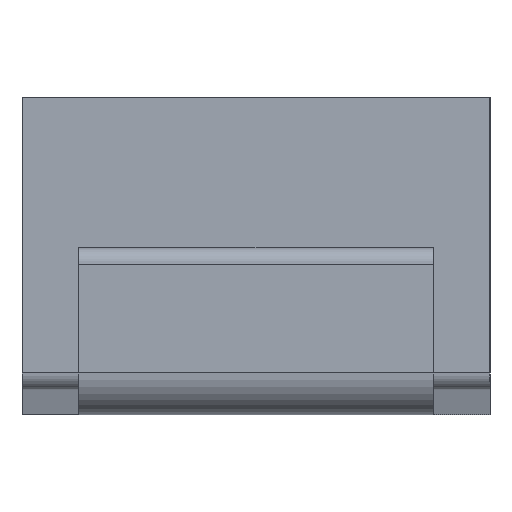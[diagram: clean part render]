
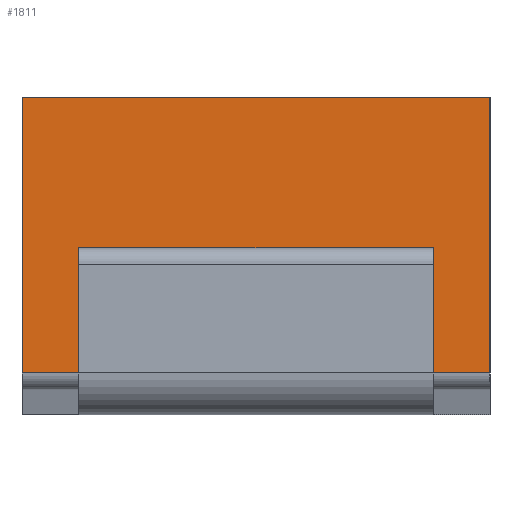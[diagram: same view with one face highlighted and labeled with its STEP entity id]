
A CAD part, left-side view. The second image highlights one B-rep face of the part: STEP entity #1811.
In plain terms, the highlighted face is planar.
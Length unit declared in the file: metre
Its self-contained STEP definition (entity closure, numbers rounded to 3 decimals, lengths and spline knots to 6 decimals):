
#327=ORIENTED_EDGE('',*,*,#796,.F.);
#328=ORIENTED_EDGE('',*,*,#797,.T.);
#329=ORIENTED_EDGE('',*,*,#798,.F.);
#330=ORIENTED_EDGE('',*,*,#799,.F.);
#331=ORIENTED_EDGE('',*,*,#800,.T.);
#332=ORIENTED_EDGE('',*,*,#754,.F.);
#333=ORIENTED_EDGE('',*,*,#795,.F.);
#334=ORIENTED_EDGE('',*,*,#801,.T.);
#754=EDGE_CURVE('',#999,#1000,#1175,.T.);
#795=EDGE_CURVE('',#1037,#999,#1205,.T.);
#796=EDGE_CURVE('',#1038,#1039,#1206,.T.);
#797=EDGE_CURVE('',#1038,#1040,#1207,.T.);
#798=EDGE_CURVE('',#1041,#1040,#1208,.T.);
#799=EDGE_CURVE('',#1039,#1041,#1209,.T.);
#800=EDGE_CURVE('',#1042,#1000,#1210,.F.);
#801=EDGE_CURVE('',#1037,#1042,#1211,.T.);
#999=VERTEX_POINT('',#2575);
#1000=VERTEX_POINT('',#2577);
#1037=VERTEX_POINT('',#2672);
#1038=VERTEX_POINT('',#2676);
#1039=VERTEX_POINT('',#2677);
#1040=VERTEX_POINT('',#2679);
#1041=VERTEX_POINT('',#2681);
#1042=VERTEX_POINT('',#2684);
#1175=LINE('',#2576,#1356);
#1205=LINE('',#2673,#1386);
#1206=LINE('',#2675,#1387);
#1207=LINE('',#2678,#1388);
#1208=LINE('',#2680,#1389);
#1209=LINE('',#2682,#1390);
#1210=LINE('',#2683,#1391);
#1211=LINE('',#2685,#1392);
#1356=VECTOR('',#2150,1.);
#1386=VECTOR('',#2190,1.);
#1387=VECTOR('',#2193,1.);
#1388=VECTOR('',#2194,1.);
#1389=VECTOR('',#2195,1.);
#1390=VECTOR('',#2196,1.);
#1391=VECTOR('',#2197,1.);
#1392=VECTOR('',#2198,1.);
#1516=EDGE_LOOP('',(#327,#328,#329,#330));
#1517=EDGE_LOOP('',(#331,#332,#333,#334));
#1635=FACE_BOUND('',#1516,.T.);
#1636=FACE_BOUND('',#1517,.T.);
#1743=PLANE('',#1969);
#1811=ADVANCED_FACE('',(#1635,#1636),#1743,.F.);
#1969=AXIS2_PLACEMENT_3D('',#2674,#2191,#2192);
#2150=DIRECTION('',(0.,0.,-1.));
#2190=DIRECTION('',(-1.,0.,0.));
#2191=DIRECTION('',(0.,-1.,0.));
#2192=DIRECTION('',(0.,0.,-1.));
#2193=DIRECTION('',(-1.,0.,0.));
#2194=DIRECTION('',(0.,0.,1.));
#2195=DIRECTION('',(1.,0.,0.));
#2196=DIRECTION('',(0.,0.,1.));
#2197=DIRECTION('',(1.,0.,0.));
#2198=DIRECTION('',(0.,0.,-1.));
#2575=CARTESIAN_POINT('',(-0.0014,0.0016,0.0019));
#2576=CARTESIAN_POINT('',(-0.0014,0.0016,0.0019));
#2577=CARTESIAN_POINT('',(-0.0014,0.0016,0.00025));
#2672=CARTESIAN_POINT('',(0.0014,0.0016,0.0019));
#2673=CARTESIAN_POINT('',(0.,0.0016,0.0019));
#2674=CARTESIAN_POINT('',(0.,0.0016,0.0019));
#2675=CARTESIAN_POINT('',(0.00106,0.0016,0.00085));
#2676=CARTESIAN_POINT('',(0.00106,0.0016,0.00085));
#2677=CARTESIAN_POINT('',(-0.00106,0.0016,0.00085));
#2678=CARTESIAN_POINT('',(0.00106,0.0016,0.0019));
#2679=CARTESIAN_POINT('',(0.00106,0.0016,0.001));
#2680=CARTESIAN_POINT('',(0.,0.0016,0.001));
#2681=CARTESIAN_POINT('',(-0.00106,0.0016,0.001));
#2682=CARTESIAN_POINT('',(-0.00106,0.0016,0.0019));
#2683=CARTESIAN_POINT('',(0.,0.0016,0.00025));
#2684=CARTESIAN_POINT('',(0.0014,0.0016,0.00025));
#2685=CARTESIAN_POINT('',(0.0014,0.0016,0.0019));
